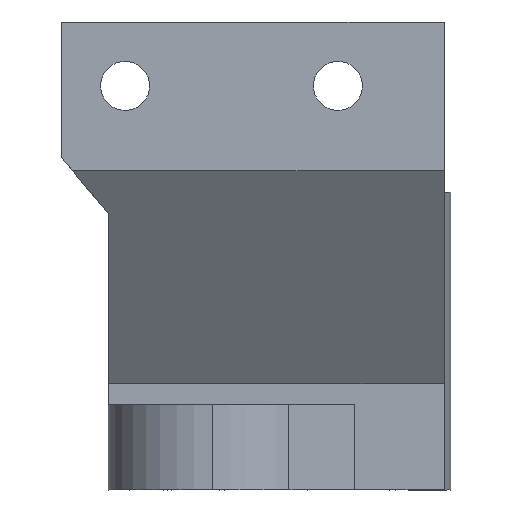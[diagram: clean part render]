
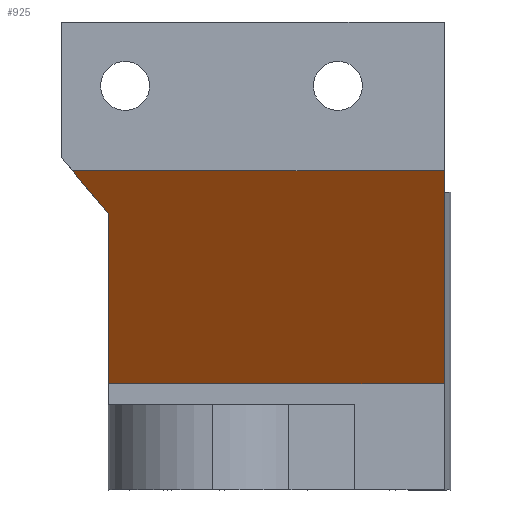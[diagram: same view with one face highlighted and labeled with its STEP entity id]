
A CAD part, left-side view. The second image highlights one B-rep face of the part: STEP entity #925.
In plain terms, the highlighted planar face has unit normal (-0.819, 0, -0.574).
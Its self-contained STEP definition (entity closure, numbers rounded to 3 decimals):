
#33 = LINE ( 'NONE', #783, #539 ) ;
#38 = VERTEX_POINT ( 'NONE', #354 ) ;
#43 = LINE ( 'NONE', #985, #1055 ) ;
#96 = LINE ( 'NONE', #818, #1088 ) ;
#122 = EDGE_CURVE ( 'NONE', #1147, #38, #43, .T. ) ;
#126 = ORIENTED_EDGE ( 'NONE', *, *, #369, .F. ) ;
#178 = CARTESIAN_POINT ( 'NONE',  ( 0., 4.9, 5. ) ) ;
#213 = VECTOR ( 'NONE', #893, 1000. ) ;
#246 = FACE_OUTER_BOUND ( 'NONE', #817, .T. ) ;
#303 = EDGE_CURVE ( 'NONE', #943, #1163, #96, .T. ) ;
#354 = CARTESIAN_POINT ( 'NONE',  ( 0., -10.891, 5. ) ) ;
#369 = EDGE_CURVE ( 'NONE', #698, #943, #736, .T. ) ;
#531 = CARTESIAN_POINT ( 'NONE',  ( -7.678, 7.388, 15.966 ) ) ;
#539 = VECTOR ( 'NONE', #874, 1000. ) ;
#588 = EDGE_CURVE ( 'NONE', #1147, #698, #33, .T. ) ;
#663 = DIRECTION ( 'NONE',  ( -0.574, 0., 0.819 ) ) ;
#698 = VERTEX_POINT ( 'NONE', #987 ) ;
#702 = EDGE_CURVE ( 'NONE', #1163, #38, #1150, .T. ) ;
#723 = DIRECTION ( 'NONE',  ( -0.473, 0.566, 0.675 ) ) ;
#736 = LINE ( 'NONE', #531, #961 ) ;
#753 = CARTESIAN_POINT ( 'NONE',  ( -7., 6.576, 14.997 ) ) ;
#783 = CARTESIAN_POINT ( 'NONE',  ( -7., 4.9, 14.997 ) ) ;
#797 = CARTESIAN_POINT ( 'NONE',  ( -7., -10.891, 14.997 ) ) ;
#804 = ORIENTED_EDGE ( 'NONE', *, *, #702, .F. ) ;
#817 = EDGE_LOOP ( 'NONE', ( #898, #1171, #804, #1102, #126 ) ) ;
#818 = CARTESIAN_POINT ( 'NONE',  ( -7., 9.109, 14.997 ) ) ;
#874 = DIRECTION ( 'NONE',  ( -0.574, 0., 0.819 ) ) ;
#882 = DIRECTION ( 'NONE',  ( 0., -1., 0. ) ) ;
#893 = DIRECTION ( 'NONE',  ( 0.574, 0., -0.819 ) ) ;
#898 = ORIENTED_EDGE ( 'NONE', *, *, #588, .F. ) ;
#925 = ADVANCED_FACE ( 'NONE', ( #246 ), #1124, .T. ) ;
#931 = CARTESIAN_POINT ( 'NONE',  ( -7., 9.109, 14.997 ) ) ;
#943 = VERTEX_POINT ( 'NONE', #753 ) ;
#950 = CARTESIAN_POINT ( 'NONE',  ( -7., -10.891, 14.997 ) ) ;
#961 = VECTOR ( 'NONE', #723, 1000. ) ;
#985 = CARTESIAN_POINT ( 'NONE',  ( 0., 9.109, 5. ) ) ;
#987 = CARTESIAN_POINT ( 'NONE',  ( -5.602, 4.9, 13. ) ) ;
#1013 = AXIS2_PLACEMENT_3D ( 'NONE', #931, #1228, #663 ) ;
#1055 = VECTOR ( 'NONE', #882, 1000. ) ;
#1088 = VECTOR ( 'NONE', #1208, 1000. ) ;
#1102 = ORIENTED_EDGE ( 'NONE', *, *, #303, .F. ) ;
#1124 = PLANE ( 'NONE',  #1013 ) ;
#1147 = VERTEX_POINT ( 'NONE', #178 ) ;
#1150 = LINE ( 'NONE', #797, #213 ) ;
#1163 = VERTEX_POINT ( 'NONE', #950 ) ;
#1171 = ORIENTED_EDGE ( 'NONE', *, *, #122, .T. ) ;
#1208 = DIRECTION ( 'NONE',  ( 0., -1., 0. ) ) ;
#1228 = DIRECTION ( 'NONE',  ( -0.819, 0., -0.574 ) ) ;
